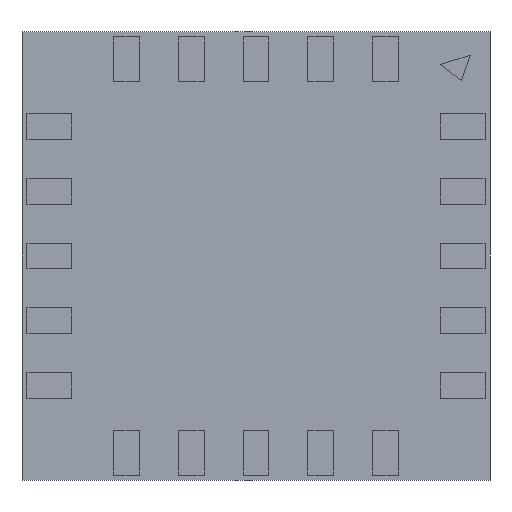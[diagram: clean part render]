
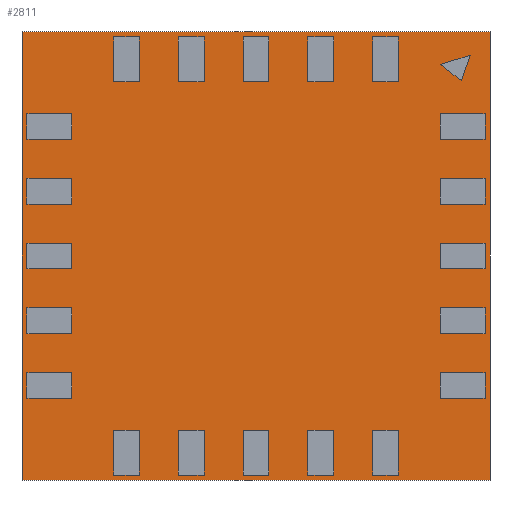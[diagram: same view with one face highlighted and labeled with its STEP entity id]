
A CAD part, front view. The second image highlights one B-rep face of the part: STEP entity #2811.
In plain terms, the highlighted planar face has unit normal (0, -1, 0).
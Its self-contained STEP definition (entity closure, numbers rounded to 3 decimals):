
#379 = ORIENTED_EDGE ( 'NONE', *, *, #2064, .F. ) ;
#890 = ORIENTED_EDGE ( 'NONE', *, *, #1324, .F. ) ;
#990 = CARTESIAN_POINT ( 'NONE',  ( 0., 0., 0. ) ) ;
#1053 = VECTOR ( 'NONE', #5814, 1000. ) ;
#1116 = VERTEX_POINT ( 'NONE', #5325 ) ;
#1123 = EDGE_CURVE ( 'NONE', #2211, #5735, #4372, .T. ) ;
#1151 = VECTOR ( 'NONE', #2216, 1000. ) ;
#1324 = EDGE_CURVE ( 'NONE', #2004, #1116, #2460, .T. ) ;
#1459 = ORIENTED_EDGE ( 'NONE', *, *, #1123, .F. ) ;
#1979 = CARTESIAN_POINT ( 'NONE',  ( 2.35, 0., 2.25 ) ) ;
#2004 = VERTEX_POINT ( 'NONE', #5441 ) ;
#2064 = EDGE_CURVE ( 'NONE', #1116, #2211, #4152, .T. ) ;
#2211 = VERTEX_POINT ( 'NONE', #5631 ) ;
#2216 = DIRECTION ( 'NONE',  ( -1., 0., 0. ) ) ;
#2231 = CARTESIAN_POINT ( 'NONE',  ( -2.35, 0., 2.25 ) ) ;
#2392 = DIRECTION ( 'NONE',  ( 0., 0., 1. ) ) ;
#2460 = LINE ( 'NONE', #4771, #5266 ) ;
#2811 = ADVANCED_FACE ( 'NONE', ( #6180 ), #5284, .F. ) ;
#3133 = AXIS2_PLACEMENT_3D ( 'NONE', #990, #3868, #2392 ) ;
#3404 = CARTESIAN_POINT ( 'NONE',  ( 2.35, 0., -2.25 ) ) ;
#3868 = DIRECTION ( 'NONE',  ( 0., 1., 0. ) ) ;
#4152 = LINE ( 'NONE', #2231, #5518 ) ;
#4372 = LINE ( 'NONE', #1979, #1053 ) ;
#4525 = DIRECTION ( 'NONE',  ( 1., 0., 0. ) ) ;
#4637 = LINE ( 'NONE', #5087, #1151 ) ;
#4771 = CARTESIAN_POINT ( 'NONE',  ( -2.35, 0., -2.25 ) ) ;
#5087 = CARTESIAN_POINT ( 'NONE',  ( 2.35, 0., -2.25 ) ) ;
#5266 = VECTOR ( 'NONE', #5738, 1000. ) ;
#5284 = PLANE ( 'NONE',  #3133 ) ;
#5325 = CARTESIAN_POINT ( 'NONE',  ( -2.35, 0., 2.25 ) ) ;
#5355 = ORIENTED_EDGE ( 'NONE', *, *, #5780, .F. ) ;
#5441 = CARTESIAN_POINT ( 'NONE',  ( -2.35, 0., -2.25 ) ) ;
#5518 = VECTOR ( 'NONE', #4525, 1000. ) ;
#5631 = CARTESIAN_POINT ( 'NONE',  ( 2.35, 0., 2.25 ) ) ;
#5735 = VERTEX_POINT ( 'NONE', #3404 ) ;
#5738 = DIRECTION ( 'NONE',  ( 0., 0., 1. ) ) ;
#5780 = EDGE_CURVE ( 'NONE', #5735, #2004, #4637, .T. ) ;
#5814 = DIRECTION ( 'NONE',  ( 0., 0., -1. ) ) ;
#5951 = EDGE_LOOP ( 'NONE', ( #1459, #379, #890, #5355 ) ) ;
#6180 = FACE_OUTER_BOUND ( 'NONE', #5951, .T. ) ;
